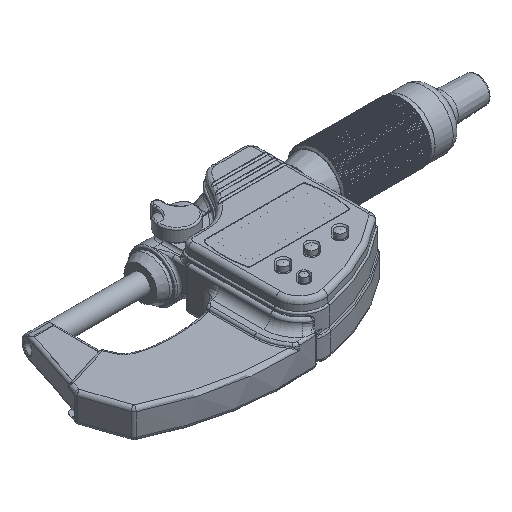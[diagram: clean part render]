
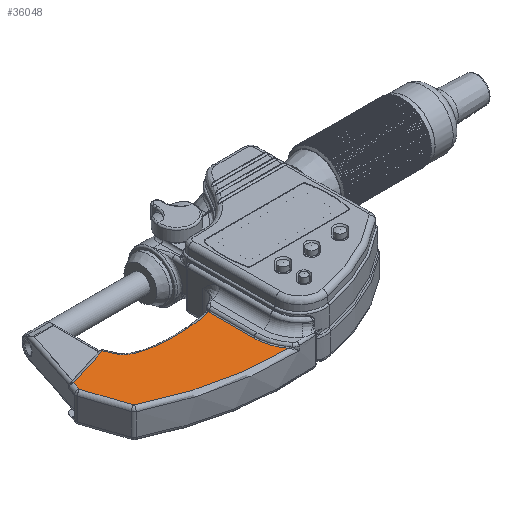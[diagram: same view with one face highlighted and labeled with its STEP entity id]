
A CAD part, isometric view. The second image highlights one B-rep face of the part: STEP entity #36048.
In plain terms, the highlighted planar face has unit normal (0, 0, 1).
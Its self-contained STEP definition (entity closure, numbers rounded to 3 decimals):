
#1141=PLANE('',#38876);
#2232=B_SPLINE_CURVE_WITH_KNOTS('',3,(#66095,#66096,#66097,#66098,#66099,
#66100,#66101,#66102,#66103,#66104,#66105,#66106,#66107,#66108),
 .UNSPECIFIED.,.F.,.F.,(4,2,2,2,2,2,4),(0.,0.278,0.648,
1.153,1.655,2.101,2.385),
 .UNSPECIFIED.);
#2233=B_SPLINE_CURVE_WITH_KNOTS('',3,(#66110,#66111,#66112,#66113,#66114,
#66115,#66116,#66117,#66118,#66119),.UNSPECIFIED.,.F.,.F.,(4,2,2,2,4),(0.003,
0.052,0.175,0.4,0.478),
 .UNSPECIFIED.);
#4208=LINE('',#65851,#6442);
#4211=LINE('',#66121,#6445);
#4212=LINE('',#66123,#6446);
#4213=LINE('',#66125,#6447);
#4214=LINE('',#66129,#6448);
#6442=VECTOR('',#45070,10.);
#6445=VECTOR('',#45091,10.);
#6446=VECTOR('',#45092,10.);
#6447=VECTOR('',#45093,10.);
#6448=VECTOR('',#45096,10.);
#9318=FACE_OUTER_BOUND('',#11402,.T.);
#11402=EDGE_LOOP('',(#28851,#28852,#28853,#28854,#28855,#28856,#28857,#28858,
#28859,#28860,#28861));
#13234=CIRCLE('',#38864,15.295);
#13240=CIRCLE('',#38873,92.521);
#13243=CIRCLE('',#38877,0.3);
#13244=CIRCLE('',#38878,0.3);
#15874=VERTEX_POINT('',#64494);
#15957=VERTEX_POINT('',#65843);
#15959=VERTEX_POINT('',#65849);
#15966=VERTEX_POINT('',#66088);
#15968=VERTEX_POINT('',#66094);
#15969=VERTEX_POINT('',#66109);
#15970=VERTEX_POINT('',#66120);
#15971=VERTEX_POINT('',#66122);
#15972=VERTEX_POINT('',#66124);
#15973=VERTEX_POINT('',#66126);
#15974=VERTEX_POINT('',#66128);
#20541=EDGE_CURVE('',#15957,#15874,#13234,.T.);
#20544=EDGE_CURVE('',#15959,#15957,#4208,.T.);
#20557=EDGE_CURVE('',#15874,#15966,#13240,.T.);
#20560=EDGE_CURVE('',#15968,#15959,#2232,.T.);
#20561=EDGE_CURVE('',#15969,#15968,#2233,.T.);
#20562=EDGE_CURVE('',#15970,#15969,#4211,.T.);
#20563=EDGE_CURVE('',#15971,#15970,#4212,.T.);
#20564=EDGE_CURVE('',#15972,#15971,#4213,.T.);
#20565=EDGE_CURVE('',#15973,#15972,#13243,.T.);
#20566=EDGE_CURVE('',#15974,#15973,#4214,.T.);
#20567=EDGE_CURVE('',#15966,#15974,#13244,.T.);
#28851=ORIENTED_EDGE('',*,*,#20541,.F.);
#28852=ORIENTED_EDGE('',*,*,#20544,.F.);
#28853=ORIENTED_EDGE('',*,*,#20560,.F.);
#28854=ORIENTED_EDGE('',*,*,#20561,.F.);
#28855=ORIENTED_EDGE('',*,*,#20562,.F.);
#28856=ORIENTED_EDGE('',*,*,#20563,.F.);
#28857=ORIENTED_EDGE('',*,*,#20564,.F.);
#28858=ORIENTED_EDGE('',*,*,#20565,.F.);
#28859=ORIENTED_EDGE('',*,*,#20566,.F.);
#28860=ORIENTED_EDGE('',*,*,#20567,.F.);
#28861=ORIENTED_EDGE('',*,*,#20557,.F.);
#36048=ADVANCED_FACE('',(#9318),#1141,.T.);
#38864=AXIS2_PLACEMENT_3D('',#65845,#45062,#45063);
#38873=AXIS2_PLACEMENT_3D('',#66089,#45083,#45084);
#38876=AXIS2_PLACEMENT_3D('',#66093,#45089,#45090);
#38877=AXIS2_PLACEMENT_3D('',#66127,#45094,#45095);
#38878=AXIS2_PLACEMENT_3D('',#66130,#45097,#45098);
#45062=DIRECTION('center_axis',(0.,0.,1.));
#45063=DIRECTION('ref_axis',(-0.813,-0.582,0.));
#45070=DIRECTION('',(0.,-1.,0.));
#45083=DIRECTION('center_axis',(0.,0.,-1.));
#45084=DIRECTION('ref_axis',(-0.207,-0.978,0.));
#45089=DIRECTION('center_axis',(0.,0.,1.));
#45090=DIRECTION('ref_axis',(-1.,0.,0.));
#45091=DIRECTION('',(0.42,-0.908,0.));
#45092=DIRECTION('',(0.954,0.3,0.));
#45093=DIRECTION('',(0.309,0.951,0.));
#45094=DIRECTION('center_axis',(0.,0.,-1.));
#45095=DIRECTION('ref_axis',(-1.,-0.006,0.));
#45096=DIRECTION('',(-0.32,0.947,0.));
#45097=DIRECTION('center_axis',(0.,0.,-1.));
#45098=DIRECTION('ref_axis',(-0.751,-0.66,0.));
#64494=CARTESIAN_POINT('',(30.464,-48.404,4.9));
#65843=CARTESIAN_POINT('',(27.605,-39.5,4.9));
#65845=CARTESIAN_POINT('Origin',(42.9,-39.5,4.9));
#65849=CARTESIAN_POINT('',(27.605,-24.413,4.9));
#65851=CARTESIAN_POINT('',(27.605,-27.325,4.9));
#66088=CARTESIAN_POINT('',(-11.548,-38.969,4.9));
#66089=CARTESIAN_POINT('Origin',(29.175,44.108,4.9));
#66093=CARTESIAN_POINT('Origin',(10.988,-30.274,4.9));
#66094=CARTESIAN_POINT('',(3.981,-24.322,4.9));
#66095=CARTESIAN_POINT('Ctrl Pts',(3.981,-24.322,4.9));
#66096=CARTESIAN_POINT('Ctrl Pts',(4.848,-24.645,4.9));
#66097=CARTESIAN_POINT('Ctrl Pts',(5.743,-24.893,4.9));
#66098=CARTESIAN_POINT('Ctrl Pts',(7.855,-25.372,4.9));
#66099=CARTESIAN_POINT('Ctrl Pts',(9.083,-25.562,4.9));
#66100=CARTESIAN_POINT('Ctrl Pts',(11.987,-25.863,4.9));
#66101=CARTESIAN_POINT('Ctrl Pts',(13.679,-25.919,4.9));
#66102=CARTESIAN_POINT('Ctrl Pts',(17.049,-25.888,4.9));
#66103=CARTESIAN_POINT('Ctrl Pts',(18.729,-25.806,4.9));
#66104=CARTESIAN_POINT('Ctrl Pts',(21.889,-25.544,4.9));
#66105=CARTESIAN_POINT('Ctrl Pts',(23.367,-25.376,4.9));
#66106=CARTESIAN_POINT('Ctrl Pts',(25.766,-24.924,4.9));
#66107=CARTESIAN_POINT('Ctrl Pts',(26.698,-24.703,4.9));
#66108=CARTESIAN_POINT('Ctrl Pts',(27.605,-24.414,4.9));
#66109=CARTESIAN_POINT('',(0.281,-21.508,4.9));
#66110=CARTESIAN_POINT('Ctrl Pts',(0.281,-21.508,
4.9));
#66111=CARTESIAN_POINT('Ctrl Pts',(0.346,-21.661,
4.9));
#66112=CARTESIAN_POINT('Ctrl Pts',(0.424,-21.809,
4.9));
#66113=CARTESIAN_POINT('Ctrl Pts',(0.724,-22.3,
4.9));
#66114=CARTESIAN_POINT('Ctrl Pts',(1.005,-22.61,4.9));
#66115=CARTESIAN_POINT('Ctrl Pts',(1.893,-23.368,4.9));
#66116=CARTESIAN_POINT('Ctrl Pts',(2.559,-23.724,4.9));
#66117=CARTESIAN_POINT('Ctrl Pts',(3.49,-24.132,4.9));
#66118=CARTESIAN_POINT('Ctrl Pts',(3.735,-24.23,4.9));
#66119=CARTESIAN_POINT('Ctrl Pts',(3.981,-24.322,4.9));
#66120=CARTESIAN_POINT('',(-1.315,-18.054,4.9));
#66121=CARTESIAN_POINT('',(2.896,-27.167,4.9));
#66122=CARTESIAN_POINT('',(-15.358,-22.472,4.9));
#66123=CARTESIAN_POINT('',(2.617,-16.817,4.9));
#66124=CARTESIAN_POINT('',(-16.24,-25.187,4.9));
#66125=CARTESIAN_POINT('',(-15.23,-22.08,4.9));
#66126=CARTESIAN_POINT('',(-16.239,-25.376,4.9));
#66127=CARTESIAN_POINT('Origin',(-15.954,-25.28,4.9));
#66128=CARTESIAN_POINT('',(-11.7,-38.796,4.9));
#66129=CARTESIAN_POINT('',(-11.829,-38.415,4.9));
#66130=CARTESIAN_POINT('Origin',(-11.416,-38.7,4.9));
